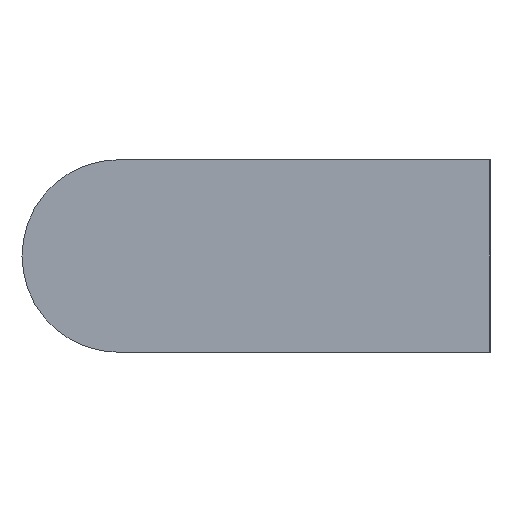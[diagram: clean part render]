
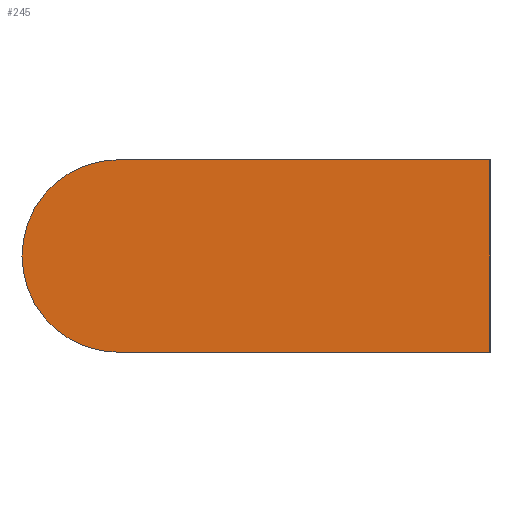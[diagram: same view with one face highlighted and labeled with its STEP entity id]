
A CAD part, left-side view. The second image highlights one B-rep face of the part: STEP entity #245.
In plain terms, the highlighted planar face has unit normal (-1, 0, 0).
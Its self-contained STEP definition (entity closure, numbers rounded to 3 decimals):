
#4 = ORIENTED_EDGE ( 'NONE', *, *, #406, .F. ) ;
#35 = EDGE_LOOP ( 'NONE', ( #610, #4, #189, #565 ) ) ;
#41 = CARTESIAN_POINT ( 'NONE',  ( -108.5, 28., -7.25 ) ) ;
#80 = VERTEX_POINT ( 'NONE', #540 ) ;
#99 = DIRECTION ( 'NONE',  ( 0., -1., 0. ) ) ;
#149 = VECTOR ( 'NONE', #658, 1000. ) ;
#163 = CARTESIAN_POINT ( 'NONE',  ( -108.5, 0., 7.25 ) ) ;
#169 = PLANE ( 'NONE',  #784 ) ;
#189 = ORIENTED_EDGE ( 'NONE', *, *, #557, .F. ) ;
#197 = DIRECTION ( 'NONE',  ( 0., 1., 0. ) ) ;
#245 = ADVANCED_FACE ( 'NONE', ( #478 ), #169, .T. ) ;
#291 = CARTESIAN_POINT ( 'NONE',  ( -108.5, 28., 7.25 ) ) ;
#294 = AXIS2_PLACEMENT_3D ( 'NONE', #530, #403, #596 ) ;
#327 = VERTEX_POINT ( 'NONE', #41 ) ;
#357 = DIRECTION ( 'NONE',  ( -1., 0., 0. ) ) ;
#375 = VERTEX_POINT ( 'NONE', #489 ) ;
#403 = DIRECTION ( 'NONE',  ( 1., 0., 0. ) ) ;
#406 = EDGE_CURVE ( 'NONE', #375, #327, #695, .T. ) ;
#418 = DIRECTION ( 'NONE',  ( 0., 0., -1. ) ) ;
#437 = CARTESIAN_POINT ( 'NONE',  ( -108.5, 28., 7.25 ) ) ;
#465 = CIRCLE ( 'NONE', #294, 7.25 ) ;
#478 = FACE_OUTER_BOUND ( 'NONE', #35, .T. ) ;
#489 = CARTESIAN_POINT ( 'NONE',  ( -108.5, 0., -7.25 ) ) ;
#499 = EDGE_CURVE ( 'NONE', #327, #504, #465, .T. ) ;
#504 = VERTEX_POINT ( 'NONE', #291 ) ;
#530 = CARTESIAN_POINT ( 'NONE',  ( -108.5, 28., 0. ) ) ;
#540 = CARTESIAN_POINT ( 'NONE',  ( -108.5, 0., 7.25 ) ) ;
#557 = EDGE_CURVE ( 'NONE', #80, #375, #662, .T. ) ;
#565 = ORIENTED_EDGE ( 'NONE', *, *, #736, .F. ) ;
#586 = VECTOR ( 'NONE', #99, 1000. ) ;
#596 = DIRECTION ( 'NONE',  ( 0., 0., -1. ) ) ;
#597 = VECTOR ( 'NONE', #197, 1000. ) ;
#603 = CARTESIAN_POINT ( 'NONE',  ( -108.5, 28., 0. ) ) ;
#610 = ORIENTED_EDGE ( 'NONE', *, *, #499, .F. ) ;
#622 = LINE ( 'NONE', #437, #586 ) ;
#658 = DIRECTION ( 'NONE',  ( 0., 0., -1. ) ) ;
#662 = LINE ( 'NONE', #163, #149 ) ;
#695 = LINE ( 'NONE', #762, #597 ) ;
#736 = EDGE_CURVE ( 'NONE', #504, #80, #622, .T. ) ;
#762 = CARTESIAN_POINT ( 'NONE',  ( -108.5, 0., -7.25 ) ) ;
#784 = AXIS2_PLACEMENT_3D ( 'NONE', #603, #357, #418 ) ;
